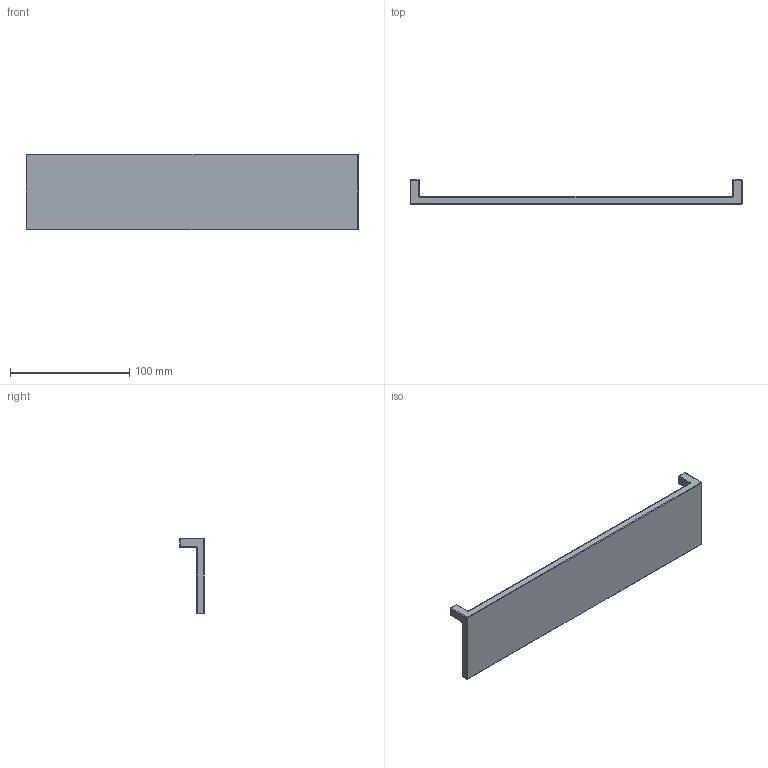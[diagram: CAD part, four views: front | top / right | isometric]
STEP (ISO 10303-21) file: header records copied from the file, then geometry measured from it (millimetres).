
FILE_DESCRIPTION (( 'STEP AP214' ), '1' );
FILE_NAME ('SolenoidBlock.STEP', '2025-11-22T02:36:23', ( '' ), ( '' ), 'SwSTEP 2.0', 'SolidWorks 2024', '' );
FILE_SCHEMA (( 'AUTOMOTIVE_DESIGN' ));
Length unit declared in the file: inch
Products named in the file (1): SolenoidBlock
Bounding box: 278.13 x 20.32 x 63.5 mm (x, y, z)
Volume: 106032.2 mm3; surface area: 42263.9 mm2
Topology: 1 solids, 1 shells, 192 faces, 450 edges, 270 vertices
Faces by surface type: cylinder 105, plane 75, sphere 8, torus 4
Entity records: 5335 total; most frequent: CARTESIAN_POINT 1247, ORIENTED_EDGE 884, DIRECTION 772, EDGE_CURVE 442, LINE 270, VECTOR 270, VERTEX_POINT 270, AXIS2_PLACEMENT_3D 251
